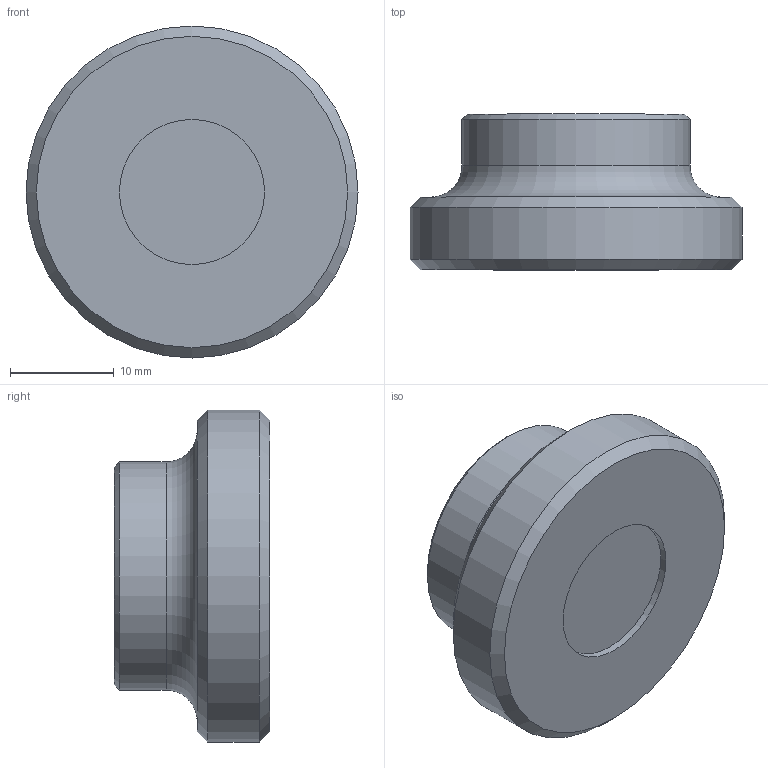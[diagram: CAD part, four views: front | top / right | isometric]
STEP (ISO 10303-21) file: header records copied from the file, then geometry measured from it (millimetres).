
FILE_DESCRIPTION( ( 'STEP AP214' ), '1' );
FILE_NAME( 'K0392.161.stp', '2020-12-07T10:23:40', ( '' ), ( '' ), ' ', 'PARTsolutions', ' ' );
FILE_SCHEMA( ( 'AUTOMOTIVE_DESIGN { 1 0 10303 214 1 1 1 1 }' ) );
Length unit declared in the file: millimetre
Products named in the file (1): _K0392.161
Bounding box: 32 x 15 x 32 mm (x, y, z)
Volume: 7516.2 mm3; surface area: 3018.9 mm2
Topology: 1 solids, 1 shells, 18 faces, 31 edges, 19 vertices
Faces by surface type: plane 6, cone 5, cylinder 5, torus 2
Full cylindrical faces by diameter (mm): 12.1 x2, 14 x1, 22 x1, 32 x1
Entity records: 522 total; most frequent: DIRECTION 72, CARTESIAN_POINT 55, AXIS2_PLACEMENT_3D 36, EDGE_LOOP 34, ORIENTED_EDGE 34, FACE_OUTER_BOUND 25, VERTEX_POINT 19, STYLED_ITEM 18
